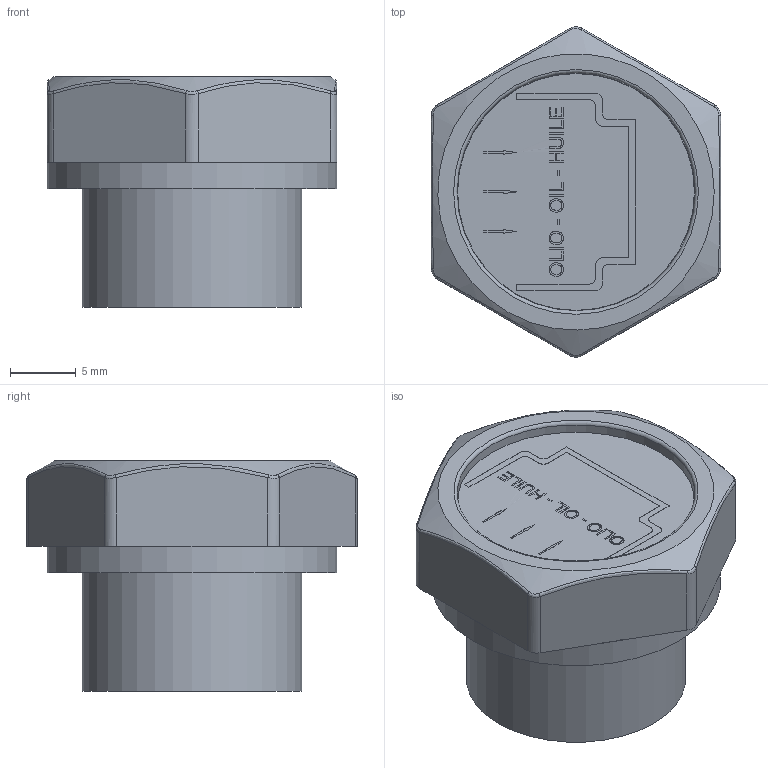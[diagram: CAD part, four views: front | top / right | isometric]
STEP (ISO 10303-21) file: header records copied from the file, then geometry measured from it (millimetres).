
FILE_DESCRIPTION( ( 'Unknown' ), '1' );
FILE_NAME( '6312029_TCS4.stp', 'Unknown', ( 'Unknown' ), ( 'Unknown' ), 'PSStep 14.0', 'Unknown', ' ' );
FILE_SCHEMA( ( 'AUTOMOTIVE_DESIGN { 1 0 10303 214 1 1 1 1 }' ) );
Length unit declared in the file: millimetre
Products named in the file (1): 6312515_TO4
Bounding box: 22 x 25.09 x 17.5 mm (x, y, z)
Volume: 3971.9 mm3; surface area: 2416.6 mm2
Topology: 1 solids, 1 shells, 181 faces, 442 edges, 288 vertices
Faces by surface type: plane 141, cylinder 19, bspline 12, extrusion 6, torus 2, cone 1
Full cylindrical faces by diameter (mm): 10.5 x1, 16.662 x1, 18 x1, 18.1 x1, 22 x1
Entity records: 8360 total; most frequent: CARTESIAN_POINT 3034, ORIENTED_EDGE 852, DIRECTION 644, EDGE_CURVE 426, VERTEX_POINT 286, EDGE_LOOP 220, AXIS2_PLACEMENT_3D 216, VECTOR 212
